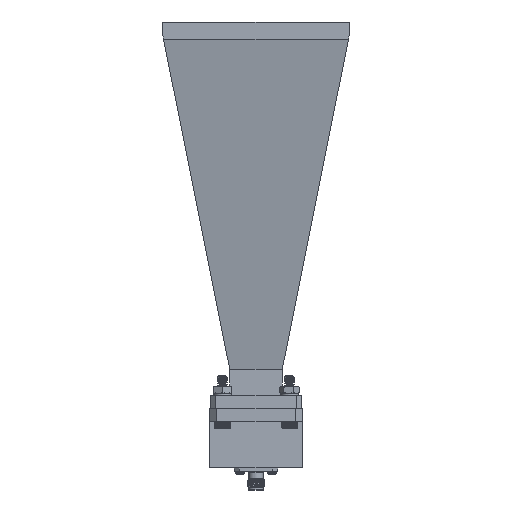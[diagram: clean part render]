
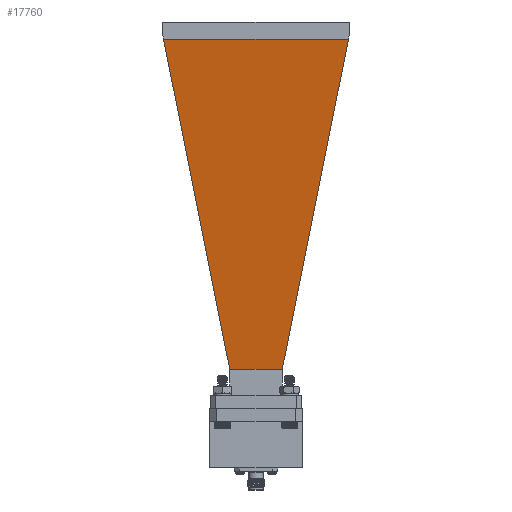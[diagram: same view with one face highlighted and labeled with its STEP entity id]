
A CAD part, front view. The second image highlights one B-rep face of the part: STEP entity #17760.
In plain terms, the highlighted face is planar.
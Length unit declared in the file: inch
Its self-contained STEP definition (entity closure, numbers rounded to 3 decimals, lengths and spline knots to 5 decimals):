
#227 = CARTESIAN_POINT ( 'NONE',  ( -1.00512, -1.31806, 6.66979 ) ) ;
#295 = ORIENTED_EDGE ( 'NONE', *, *, #7937, .T. ) ;
#445 = DIRECTION ( 'NONE',  ( -0.987, 0., -0.159 ) ) ;
#1506 = VERTEX_POINT ( 'NONE', #18459 ) ;
#1537 = PLANE ( 'NONE',  #7942 ) ;
#1605 = ORIENTED_EDGE ( 'NONE', *, *, #16691, .T. ) ;
#1822 = FACE_OUTER_BOUND ( 'NONE', #16038, .T. ) ;
#1990 = VECTOR ( 'NONE', #7051, 39.37008 ) ;
#2065 = EDGE_CURVE ( 'NONE', #3581, #1506, #12802, .T. ) ;
#2327 = CARTESIAN_POINT ( 'NONE',  ( -1.00512, 1.31806, 6.66979 ) ) ;
#2450 = CARTESIAN_POINT ( 'NONE',  ( -0.24561, -0.37349, 1.95904 ) ) ;
#3403 = LINE ( 'NONE', #15128, #15397 ) ;
#3581 = VERTEX_POINT ( 'NONE', #11406 ) ;
#4095 = DIRECTION ( 'NONE',  ( 0., -1., 0. ) ) ;
#5340 = ORIENTED_EDGE ( 'NONE', *, *, #2065, .T. ) ;
#5573 = LINE ( 'NONE', #8300, #17067 ) ;
#5628 = LINE ( 'NONE', #2450, #1990 ) ;
#7051 = DIRECTION ( 'NONE',  ( -0.156, -0.194, 0.968 ) ) ;
#7663 = CARTESIAN_POINT ( 'NONE',  ( -0.24561, -0.37349, 1.95904 ) ) ;
#7686 = DIRECTION ( 'NONE',  ( -0.159, 0., 0.987 ) ) ;
#7937 = EDGE_CURVE ( 'NONE', #1506, #18087, #5573, .T. ) ;
#7942 = AXIS2_PLACEMENT_3D ( 'NONE', #16374, #445, #7686 ) ;
#8295 = DIRECTION ( 'NONE',  ( 0.156, -0.194, -0.968 ) ) ;
#8300 = CARTESIAN_POINT ( 'NONE',  ( -0.24561, 0., 1.95904 ) ) ;
#8804 = VERTEX_POINT ( 'NONE', #227 ) ;
#11406 = CARTESIAN_POINT ( 'NONE',  ( -1.00512, 1.31806, 6.66979 ) ) ;
#12802 = LINE ( 'NONE', #2327, #17624 ) ;
#13773 = DIRECTION ( 'NONE',  ( 0., 1., 0. ) ) ;
#15128 = CARTESIAN_POINT ( 'NONE',  ( -1.00512, 0., 6.66979 ) ) ;
#15397 = VECTOR ( 'NONE', #13773, 39.37008 ) ;
#15857 = ORIENTED_EDGE ( 'NONE', *, *, #16914, .T. ) ;
#16038 = EDGE_LOOP ( 'NONE', ( #295, #1605, #15857, #5340 ) ) ;
#16374 = CARTESIAN_POINT ( 'NONE',  ( -0.64278, 0., 4.42244 ) ) ;
#16691 = EDGE_CURVE ( 'NONE', #18087, #8804, #5628, .T. ) ;
#16914 = EDGE_CURVE ( 'NONE', #8804, #3581, #3403, .T. ) ;
#17067 = VECTOR ( 'NONE', #4095, 39.37008 ) ;
#17624 = VECTOR ( 'NONE', #8295, 39.37008 ) ;
#17760 = ADVANCED_FACE ( 'NONE', ( #1822 ), #1537, .T. ) ;
#18087 = VERTEX_POINT ( 'NONE', #7663 ) ;
#18459 = CARTESIAN_POINT ( 'NONE',  ( -0.24561, 0.37349, 1.95904 ) ) ;
